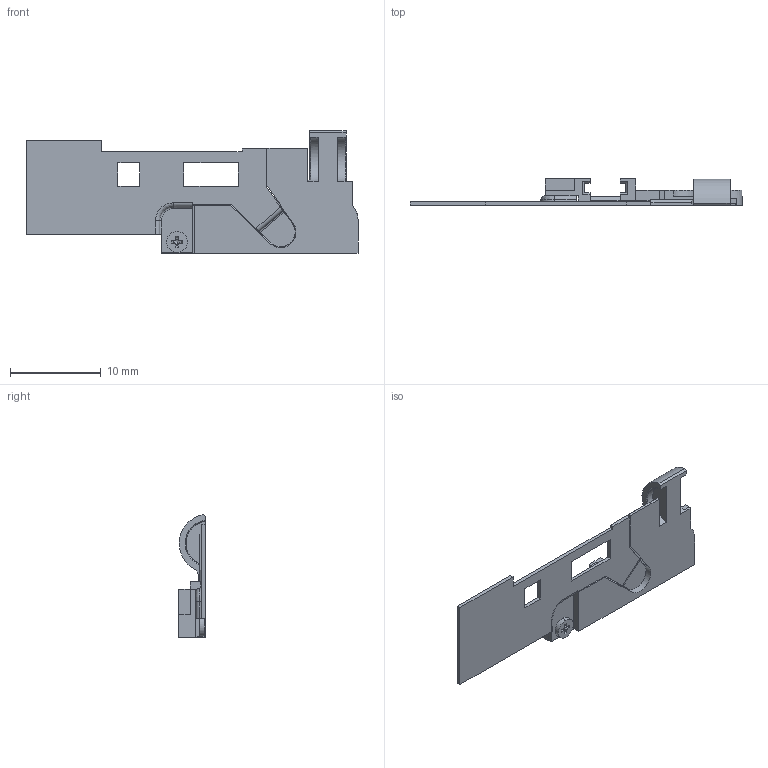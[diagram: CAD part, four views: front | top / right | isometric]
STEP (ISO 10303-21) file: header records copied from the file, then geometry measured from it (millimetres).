
FILE_DESCRIPTION( ( 'STEP AP203' ), '1' );
FILE_NAME( 'SlidewayRotatingModel.step', ' ', ( ' ' ), ( ' ' ), 'PSStep 20.0.26', ' ', ' ' );
FILE_SCHEMA( ( 'CONFIG_CONTROL_DESIGN' ) );
Length unit declared in the file: metre
Products named in the file (3): Assem1
Assembly tree (2 placements, depth 3):
  Assem1
    (unnamed)
      (unnamed)
Bounding box: 36.52 x 2.95 x 13.49 mm (x, y, z)
Volume: 316.4 mm3; surface area: 1025.3 mm2
Topology: 1 solids, 2 shells, 168 faces, 469 edges, 303 vertices
Faces by surface type: plane 109, cylinder 43, bspline 16
Entity records: 6053 total; most frequent: CARTESIAN_POINT 1814, ORIENTED_EDGE 934, DIRECTION 744, EDGE_CURVE 467, LINE 304, VECTOR 304, VERTEX_POINT 303, AXIS2_PLACEMENT_3D 220
